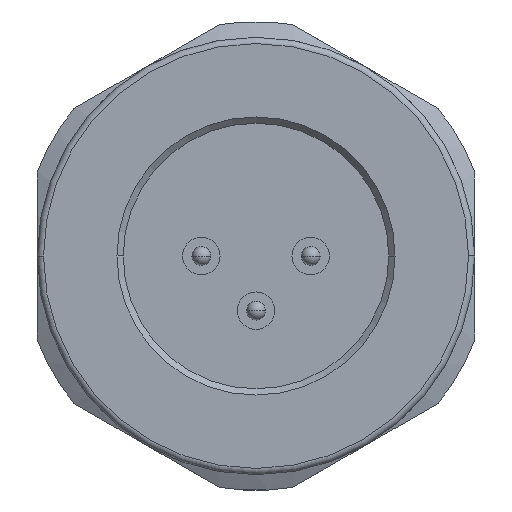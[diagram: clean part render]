
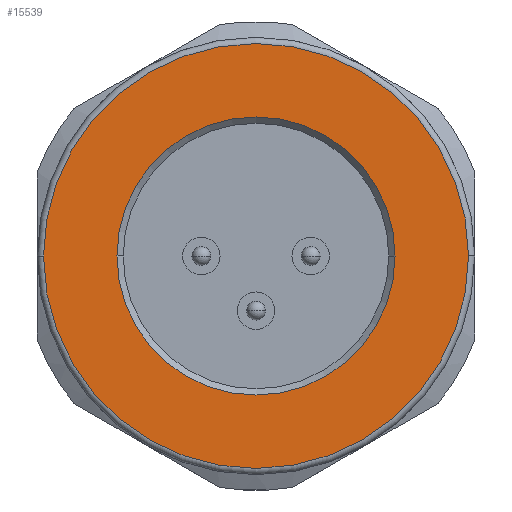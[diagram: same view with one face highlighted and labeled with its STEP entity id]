
A CAD part, front view. The second image highlights one B-rep face of the part: STEP entity #15539.
In plain terms, the highlighted planar face has unit normal (0, -1, 0).
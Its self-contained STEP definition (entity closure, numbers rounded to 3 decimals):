
#5768=CARTESIAN_POINT('',(0.,-7.25,0.));
#5769=DIRECTION('',(0.,-1.,0.));
#5770=DIRECTION('',(-1.,0.,0.));
#5771=AXIS2_PLACEMENT_3D('',#5768,#5769,#5770);
#5788=CARTESIAN_POINT('',(0.,-7.25,0.));
#5789=DIRECTION('',(0.,-1.,0.));
#5790=DIRECTION('',(1.,0.,0.));
#5791=AXIS2_PLACEMENT_3D('',#5788,#5789,#5790);
#5798=CARTESIAN_POINT('',(0.,-7.25,0.));
#5799=DIRECTION('',(0.,1.,0.));
#5800=DIRECTION('',(1.,0.,0.));
#5801=AXIS2_PLACEMENT_3D('',#5798,#5799,#5800);
#5803=CARTESIAN_POINT('',(0.,-7.25,0.));
#5804=DIRECTION('',(0.,1.,0.));
#5805=DIRECTION('',(-1.,0.,0.));
#5806=AXIS2_PLACEMENT_3D('',#5803,#5804,#5805);
#5817=CARTESIAN_POINT('',(0.,-7.25,0.));
#5818=DIRECTION('',(0.,1.,0.));
#5819=DIRECTION('',(1.,0.,0.));
#5820=AXIS2_PLACEMENT_3D('',#5817,#5818,#5819);
#5831=CARTESIAN_POINT('',(0.,-7.25,0.));
#5832=DIRECTION('',(0.,1.,0.));
#5833=DIRECTION('',(-1.,0.,0.));
#5834=AXIS2_PLACEMENT_3D('',#5831,#5832,#5833);
#6671=CARTESIAN_POINT('',(-6.8,-7.25,0.));
#6672=VERTEX_POINT('',#6671);
#6673=CARTESIAN_POINT('',(6.8,-7.25,0.));
#6674=CARTESIAN_POINT('',(-6.8,-7.25,-0.039));
#6675=VERTEX_POINT('',#6673);
#6676=VERTEX_POINT('',#6674);
#6677=CARTESIAN_POINT('',(6.8,-7.25,0.039));
#6678=VERTEX_POINT('',#6677);
#6901=CARTESIAN_POINT('',(-4.45,-7.25,0.));
#6902=VERTEX_POINT('',#6901);
#6903=CARTESIAN_POINT('',(4.45,-7.25,0.));
#6904=VERTEX_POINT('',#6903);
#15522=CARTESIAN_POINT('',(0.,-7.25,0.));
#15523=DIRECTION('',(0.,1.,0.));
#15524=DIRECTION('',(1.,0.,0.));
#15525=AXIS2_PLACEMENT_3D('',#15522,#15523,#15524);
#15526=PLANE('',#15525);
#15527=ORIENTED_EDGE('',*,*,#15499,.T.);
#15528=ORIENTED_EDGE('',*,*,#15497,.F.);
#15529=ORIENTED_EDGE('',*,*,#15516,.T.);
#15530=ORIENTED_EDGE('',*,*,#15514,.F.);
#15531=EDGE_LOOP('',(#15527,#15528,#15529,#15530));
#15532=FACE_OUTER_BOUND('',#15531,.F.);
#15534=ORIENTED_EDGE('',*,*,#15533,.F.);
#15536=ORIENTED_EDGE('',*,*,#15535,.F.);
#15537=EDGE_LOOP('',(#15534,#15536));
#15538=FACE_BOUND('',#15537,.F.);
#5772=CIRCLE('',#5771,6.8);
#5792=CIRCLE('',#5791,6.8);
#5802=CIRCLE('',#5801,6.8);
#5807=CIRCLE('',#5806,6.8);
#5821=CIRCLE('',#5820,4.45);
#5835=CIRCLE('',#5834,4.45);
#15497=EDGE_CURVE('',#6672,#6676,#5772,.T.);
#15499=EDGE_CURVE('',#6675,#6676,#5802,.T.);
#15514=EDGE_CURVE('',#6675,#6678,#5792,.T.);
#15516=EDGE_CURVE('',#6672,#6678,#5807,.T.);
#15533=EDGE_CURVE('',#6904,#6902,#5821,.T.);
#15535=EDGE_CURVE('',#6902,#6904,#5835,.T.);
#15539=ADVANCED_FACE('',(#15532,#15538),#15526,.F.);
